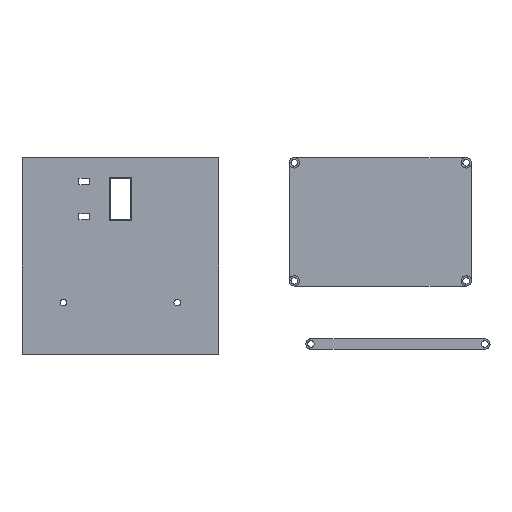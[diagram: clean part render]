
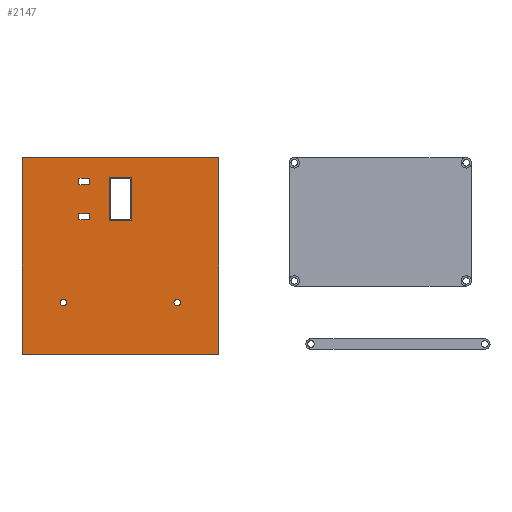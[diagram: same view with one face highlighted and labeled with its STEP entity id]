
A CAD part, top view. The second image highlights one B-rep face of the part: STEP entity #2147.
In plain terms, the highlighted planar face has unit normal (0, 0, 1).
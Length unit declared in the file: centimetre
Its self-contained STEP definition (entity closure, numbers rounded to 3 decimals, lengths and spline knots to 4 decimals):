
#136=LINE($,#3331,#349);
#138=LINE($,#3334,#351);
#144=LINE($,#3343,#357);
#146=LINE($,#3346,#359);
#155=LINE($,#3365,#368);
#156=LINE($,#3367,#369);
#157=LINE($,#3369,#370);
#158=LINE($,#3370,#371);
#159=LINE($,#3377,#372);
#160=LINE($,#3379,#373);
#161=LINE($,#3381,#374);
#162=LINE($,#3382,#375);
#163=LINE($,#3385,#376);
#164=LINE($,#3387,#377);
#165=LINE($,#3389,#378);
#166=LINE($,#3390,#379);
#349=VECTOR($,#2675,2.08);
#351=VECTOR($,#2679,1.08);
#357=VECTOR($,#2691,1.08);
#359=VECTOR($,#2695,2.08);
#368=VECTOR($,#2720,9.5);
#369=VECTOR($,#2721,9.5);
#370=VECTOR($,#2722,9.5);
#371=VECTOR($,#2723,9.5);
#372=VECTOR($,#2728,0.5);
#373=VECTOR($,#2729,0.3);
#374=VECTOR($,#2730,0.5);
#375=VECTOR($,#2731,0.3);
#376=VECTOR($,#2732,0.5);
#377=VECTOR($,#2733,0.3);
#378=VECTOR($,#2734,0.5);
#379=VECTOR($,#2735,0.3);
#497=PLANE($,#2303);
#572=FACE_BOUND($,#841,.T.);
#573=FACE_BOUND($,#842,.T.);
#574=FACE_BOUND($,#843,.T.);
#575=FACE_BOUND($,#844,.T.);
#576=FACE_BOUND($,#845,.T.);
#695=FACE_OUTER_BOUND($,#840,.T.);
#840=EDGE_LOOP($,(#1769,#1770,#1771,#1772));
#841=EDGE_LOOP($,(#1773));
#842=EDGE_LOOP($,(#1774));
#843=EDGE_LOOP($,(#1775,#1776,#1777,#1778));
#844=EDGE_LOOP($,(#1779,#1780,#1781,#1782));
#845=EDGE_LOOP($,(#1783,#1784,#1785,#1786));
#982=CIRCLE($,#2304,0.16);
#983=CIRCLE($,#2305,0.16);
#1124=VERTEX_POINT($,#3292);
#1131=VERTEX_POINT($,#3313);
#1132=VERTEX_POINT($,#3317);
#1137=VERTEX_POINT($,#3327);
#1138=VERTEX_POINT($,#3363);
#1139=VERTEX_POINT($,#3364);
#1140=VERTEX_POINT($,#3366);
#1141=VERTEX_POINT($,#3368);
#1142=VERTEX_POINT($,#3371);
#1143=VERTEX_POINT($,#3373);
#1144=VERTEX_POINT($,#3375);
#1145=VERTEX_POINT($,#3376);
#1146=VERTEX_POINT($,#3378);
#1147=VERTEX_POINT($,#3380);
#1148=VERTEX_POINT($,#3383);
#1149=VERTEX_POINT($,#3384);
#1150=VERTEX_POINT($,#3386);
#1151=VERTEX_POINT($,#3388);
#1361=EDGE_CURVE($,#1132,#1137,#136,.T.);
#1363=EDGE_CURVE($,#1137,#1131,#138,.T.);
#1369=EDGE_CURVE($,#1124,#1132,#144,.T.);
#1371=EDGE_CURVE($,#1131,#1124,#146,.T.);
#1380=EDGE_CURVE($,#1138,#1139,#155,.T.);
#1381=EDGE_CURVE($,#1139,#1140,#156,.T.);
#1382=EDGE_CURVE($,#1140,#1141,#157,.T.);
#1383=EDGE_CURVE($,#1141,#1138,#158,.T.);
#1384=EDGE_CURVE($,#1142,#1142,#982,.T.);
#1385=EDGE_CURVE($,#1143,#1143,#983,.T.);
#1386=EDGE_CURVE($,#1144,#1145,#159,.T.);
#1387=EDGE_CURVE($,#1145,#1146,#160,.T.);
#1388=EDGE_CURVE($,#1146,#1147,#161,.T.);
#1389=EDGE_CURVE($,#1147,#1144,#162,.T.);
#1390=EDGE_CURVE($,#1148,#1149,#163,.T.);
#1391=EDGE_CURVE($,#1149,#1150,#164,.T.);
#1392=EDGE_CURVE($,#1150,#1151,#165,.T.);
#1393=EDGE_CURVE($,#1151,#1148,#166,.T.);
#1769=ORIENTED_EDGE($,*,*,#1380,.T.);
#1770=ORIENTED_EDGE($,*,*,#1381,.T.);
#1771=ORIENTED_EDGE($,*,*,#1382,.T.);
#1772=ORIENTED_EDGE($,*,*,#1383,.T.);
#1773=ORIENTED_EDGE($,*,*,#1384,.T.);
#1774=ORIENTED_EDGE($,*,*,#1385,.T.);
#1775=ORIENTED_EDGE($,*,*,#1386,.T.);
#1776=ORIENTED_EDGE($,*,*,#1387,.T.);
#1777=ORIENTED_EDGE($,*,*,#1388,.T.);
#1778=ORIENTED_EDGE($,*,*,#1389,.T.);
#1779=ORIENTED_EDGE($,*,*,#1390,.T.);
#1780=ORIENTED_EDGE($,*,*,#1391,.T.);
#1781=ORIENTED_EDGE($,*,*,#1392,.T.);
#1782=ORIENTED_EDGE($,*,*,#1393,.T.);
#1783=ORIENTED_EDGE($,*,*,#1361,.F.);
#1784=ORIENTED_EDGE($,*,*,#1369,.F.);
#1785=ORIENTED_EDGE($,*,*,#1371,.F.);
#1786=ORIENTED_EDGE($,*,*,#1363,.F.);
#2147=ADVANCED_FACE($,(#695,#572,#573,#574,#575,#576),#497,.T.);
#2303=AXIS2_PLACEMENT_3D($,#3362,#2718,#2719);
#2304=AXIS2_PLACEMENT_3D($,#3372,#2724,#2725);
#2305=AXIS2_PLACEMENT_3D($,#3374,#2726,#2727);
#2675=DIRECTION($,(0.,1.,0.));
#2679=DIRECTION($,(-1.,0.,0.));
#2691=DIRECTION($,(1.,0.,0.));
#2695=DIRECTION($,(0.,-1.,0.));
#2718=DIRECTION('center_axis',(0.,0.,1.));
#2719=DIRECTION('ref_axis',(1.,0.,0.));
#2720=DIRECTION($,(0.,1.,0.));
#2721=DIRECTION($,(-1.,0.,0.));
#2722=DIRECTION($,(0.,-1.,0.));
#2723=DIRECTION($,(1.,0.,0.));
#2724=DIRECTION('center_axis',(0.,0.,-1.));
#2725=DIRECTION('ref_axis',(1.,0.,0.));
#2726=DIRECTION('center_axis',(0.,0.,-1.));
#2727=DIRECTION('ref_axis',(1.,0.,0.));
#2728=DIRECTION($,(1.,0.,0.));
#2729=DIRECTION($,(0.,-1.,0.));
#2730=DIRECTION($,(-1.,0.,0.));
#2731=DIRECTION($,(0.,1.,0.));
#2732=DIRECTION($,(1.,0.,0.));
#2733=DIRECTION($,(0.,-1.,0.));
#2734=DIRECTION($,(-1.,0.,0.));
#2735=DIRECTION($,(0.,1.,0.));
#3292=CARTESIAN_POINT('',(-32.24,10.71,2.));
#3313=CARTESIAN_POINT('',(-32.24,12.79,2.));
#3317=CARTESIAN_POINT('',(-31.16,10.71,2.));
#3327=CARTESIAN_POINT('',(-31.16,12.79,2.));
#3331=CARTESIAN_POINT($,(-31.16,10.875,2.));
#3334=CARTESIAN_POINT($,(-31.95,12.79,2.));
#3343=CARTESIAN_POINT($,(-31.45,10.71,2.));
#3346=CARTESIAN_POINT($,(-32.24,9.875,2.));
#3362=CARTESIAN_POINT('Origin',(-31.7,9.,2.));
#3363=CARTESIAN_POINT('',(-26.95,4.25,2.));
#3364=CARTESIAN_POINT('',(-26.95,13.75,2.));
#3365=CARTESIAN_POINT($,(-26.95,9.,2.));
#3366=CARTESIAN_POINT('',(-36.45,13.75,2.));
#3367=CARTESIAN_POINT($,(-31.7,13.75,2.));
#3368=CARTESIAN_POINT('',(-36.45,4.25,2.));
#3369=CARTESIAN_POINT($,(-36.45,9.,2.));
#3370=CARTESIAN_POINT($,(-31.7,4.25,2.));
#3371=CARTESIAN_POINT('',(-34.61,6.75,2.));
#3372=CARTESIAN_POINT('Origin',(-34.45,6.75,2.));
#3373=CARTESIAN_POINT('',(-29.11,6.75,2.));
#3374=CARTESIAN_POINT('Origin',(-28.95,6.75,2.));
#3375=CARTESIAN_POINT('',(-33.7,11.05,2.));
#3376=CARTESIAN_POINT('',(-33.2,11.05,2.));
#3377=CARTESIAN_POINT($,(-32.7,11.05,2.));
#3378=CARTESIAN_POINT('',(-33.2,10.75,2.));
#3379=CARTESIAN_POINT($,(-33.2,10.025,2.));
#3380=CARTESIAN_POINT('',(-33.7,10.75,2.));
#3381=CARTESIAN_POINT($,(-32.45,10.75,2.));
#3382=CARTESIAN_POINT($,(-33.7,9.875,2.));
#3383=CARTESIAN_POINT('',(-33.7,12.75,2.));
#3384=CARTESIAN_POINT('',(-33.2,12.75,2.));
#3385=CARTESIAN_POINT($,(-32.7,12.75,2.));
#3386=CARTESIAN_POINT('',(-33.2,12.45,2.));
#3387=CARTESIAN_POINT($,(-33.2,10.875,2.));
#3388=CARTESIAN_POINT('',(-33.7,12.45,2.));
#3389=CARTESIAN_POINT($,(-32.45,12.45,2.));
#3390=CARTESIAN_POINT($,(-33.7,10.725,2.));
